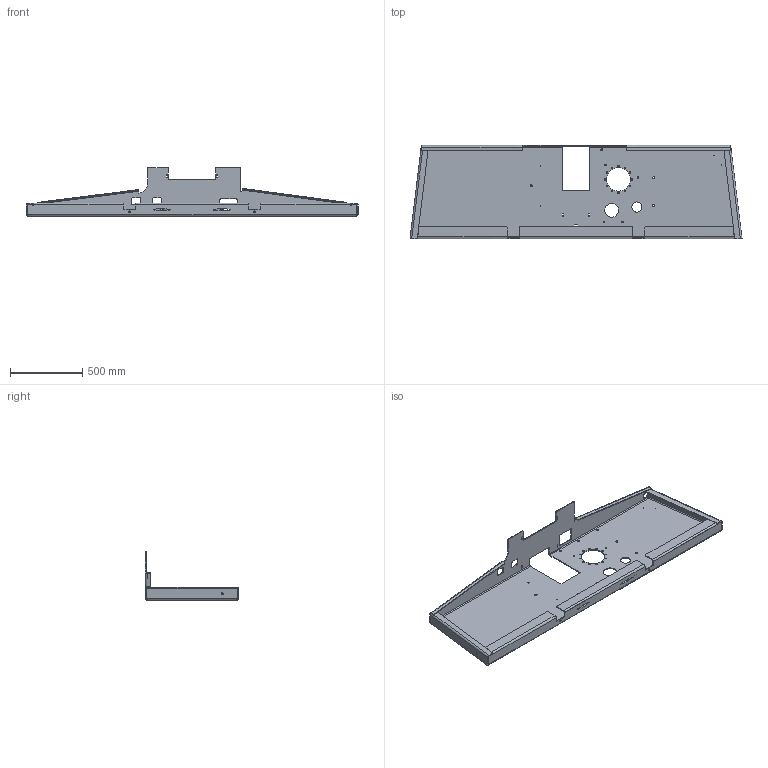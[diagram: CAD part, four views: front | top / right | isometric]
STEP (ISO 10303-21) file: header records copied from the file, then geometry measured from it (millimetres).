
FILE_DESCRIPTION(/* description */ ('Schild oben 2200 breit'),/* implementation_level */ '2;1');
FILE_NAME(/* name */ '046-01-01-WH.stp',/* time_stamp */ '2015-07-20T21:36:48+02:00',/* author */ ('Walter'),/* organization */ ('Tiger-Seilwindenbau GmbH&CoKG'),/* preprocessor_version */ 'ST-DEVELOPER v15.6',/* originating_system */ 'Autodesk Inventor 2015',/* authorisation */ '');
FILE_SCHEMA (('AUTOMOTIVE_DESIGN { 1 0 10303 214 3 1 1 }'));
Length unit declared in the file: millimetre
Products named in the file (1): 046-01-01
Bounding box: 2300 x 645.73 x 336 mm (x, y, z)
Volume: 13201939.5 mm3; surface area: 4482223.4 mm2
Topology: 1 solids, 1 shells, 262 faces, 713 edges, 451 vertices
Faces by surface type: plane 163, cylinder 91, bspline 8
Full cylindrical faces by diameter (mm): 3.242 x2, 10.106 x4, 10.5 x12, 11 x1, 13 x2, 14 x4, 15 x9, 17 x2, 46 x2, 70 x1, 96 x1, 163 x1
Entity records: 8746 total; most frequent: CARTESIAN_POINT 2006, ORIENTED_EDGE 1340, DIRECTION 1333, EDGE_CURVE 670, LINE 483, VECTOR 483, VERTEX_POINT 449, AXIS2_PLACEMENT_3D 425
